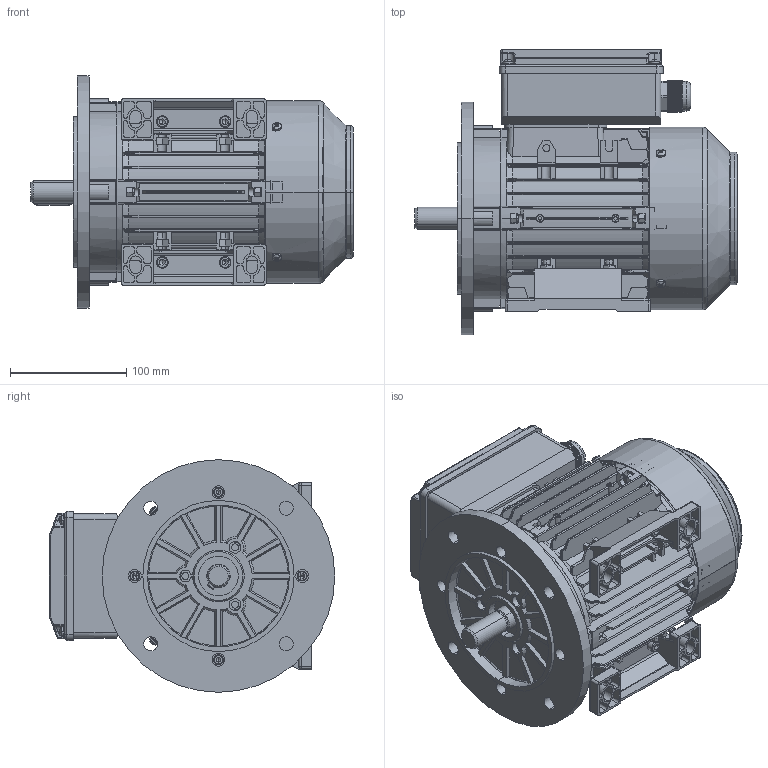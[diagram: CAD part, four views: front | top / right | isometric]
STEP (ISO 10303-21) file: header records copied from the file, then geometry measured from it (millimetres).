
FILE_DESCRIPTION (( 'STEP AP203' ), '1' );
FILE_NAME ('MY2 80 B35 臏源.STEP', '2024-09-04T03:08:42', ( '' ), ( '' ), 'SwSTEP 2.0', 'SolidWorks 2023', '' );
FILE_SCHEMA (( 'CONFIG_CONTROL_DESIGN' ));
Length unit declared in the file: millimetre
Products named in the file (19): hexagon nuts grade c gb_GB_FASTENER_NUT_SNC1 M6-N; TA80转轴; cross recessed pan head screws gb_GB_CROSS_SCREWS_TYPE1 M4X12-12  H type-N; hexagon socket head cap screws gb_GB_FASTENER_SCREWS_HSHCS M6X20-N; TA80 B5端盖1; M20×1.5螺套; 风叶; TA80风罩; MY80-MY100接线盒座 方; T80机壳; hexagon socket head cap screws gb_GB_FASTENER_SCREWS_HSHCS M5X25-N; plain parallel keys_GB_CONNECTING_PIECE_KEYS_CSK 6X32; TA80后端盖1; T80底脚; MY80-100接线盒总成 铝 方; MY80-MY100接线盒盖 方; cross recessed thread forming screws gb_GB_CROSS_SCREWS_TYPE138 M4X12-N; hexagon nuts grade c gb_GB_FASTENER_NUT_SNC1 M5-N; MY2 80 B35 铝方
Assembly tree (45 placements, depth 3):
  MY2 80 B35 铝方
    T80机壳
    T80底脚  x2
    TA80 B5端盖1
    TA80风罩
    TA80转轴
    TA80后端盖1
    风叶
    hexagon socket head cap screws gb_GB_FASTENER_SCREWS_HSHCS M5X25-N  x8
    hexagon nuts grade c gb_GB_FASTENER_NUT_SNC1 M5-N  x8
    cross recessed thread forming screws gb_GB_CROSS_SCREWS_TYPE138 M4X12-N  x4
    plain parallel keys_GB_CONNECTING_PIECE_KEYS_CSK 6X32
    hexagon socket head cap screws gb_GB_FASTENER_SCREWS_HSHCS M6X20-N  x4
    hexagon nuts grade c gb_GB_FASTENER_NUT_SNC1 M6-N  x4
    MY80-100接线盒总成 铝 方
      MY80-MY100接线盒座 方
      MY80-MY100接线盒盖 方
      M20×1.5螺套
      cross recessed pan head screws gb_GB_CROSS_SCREWS_TYPE1 M4X12-12  H type-N  x4
Bounding box: 277 x 245.5 x 200 mm (x, y, z)
Volume: 1084589.6 mm3; surface area: 729835.9 mm2
Topology: 48 solids, 48 shells, 4237 faces, 11015 edges, 6953 vertices
Faces by surface type: plane 2219, cylinder 1190, cone 321, bspline 230, torus 153, sphere 124
Entity records: 121333 total; most frequent: CARTESIAN_POINT 33589, ORIENTED_EDGE 18582, DIRECTION 16677, EDGE_CURVE 9291, VERTEX_POINT 5905, AXIS2_PLACEMENT_3D 5778, VECTOR 5121, LINE 5121
